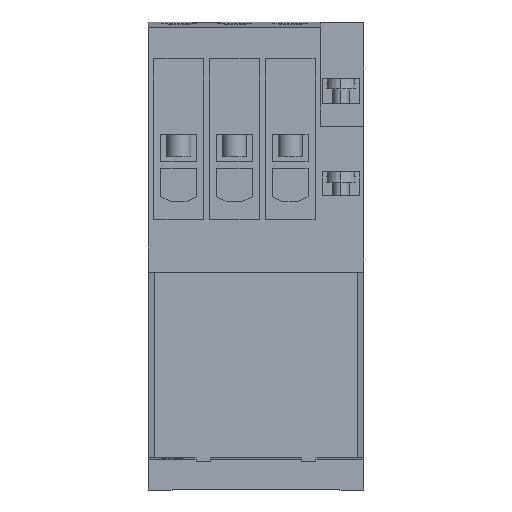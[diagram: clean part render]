
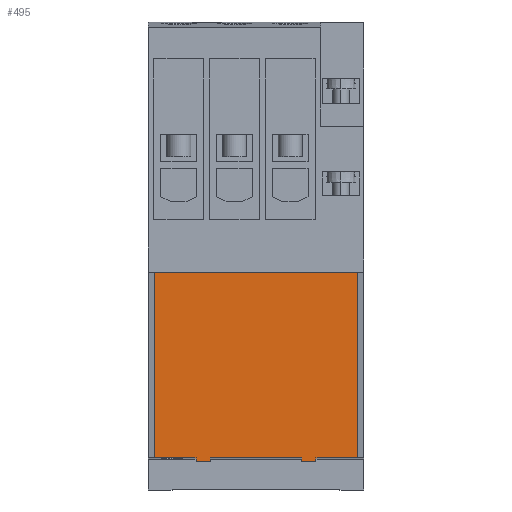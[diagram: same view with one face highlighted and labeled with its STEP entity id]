
A CAD part, front view. The second image highlights one B-rep face of the part: STEP entity #495.
In plain terms, the highlighted planar face has unit normal (0, -1, 0).
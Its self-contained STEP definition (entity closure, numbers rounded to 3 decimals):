
#495 = ADVANCED_FACE( '', ( #1436 ), #1437, .F. );
#1436 = FACE_OUTER_BOUND( '', #2466, .T. );
#1437 = PLANE( '', #2467 );
#2466 = EDGE_LOOP( '', ( #5930, #5931, #5932, #5933, #5934, #5935, #5936, #5937, #5938, #5939, #5940, #5941 ) );
#2467 = AXIS2_PLACEMENT_3D( '', #5942, #5943, #5944 );
#5930 = ORIENTED_EDGE( '', *, *, #6782, .F. );
#5931 = ORIENTED_EDGE( '', *, *, #7676, .T. );
#5932 = ORIENTED_EDGE( '', *, *, #7677, .T. );
#5933 = ORIENTED_EDGE( '', *, *, #7678, .F. );
#5934 = ORIENTED_EDGE( '', *, *, #6789, .F. );
#5935 = ORIENTED_EDGE( '', *, *, #6788, .F. );
#5936 = ORIENTED_EDGE( '', *, *, #6785, .F. );
#5937 = ORIENTED_EDGE( '', *, *, #6783, .T. );
#5938 = ORIENTED_EDGE( '', *, *, #6777, .F. );
#5939 = ORIENTED_EDGE( '', *, *, #6763, .F. );
#5940 = ORIENTED_EDGE( '', *, *, #6759, .F. );
#5941 = ORIENTED_EDGE( '', *, *, #6755, .T. );
#5942 = CARTESIAN_POINT( '', ( 43.7, -34.3, 3. ) );
#5943 = DIRECTION( '', ( 0., 1., 0. ) );
#5944 = DIRECTION( '', ( 0., 0., -1. ) );
#6755 = EDGE_CURVE( '', #8196, #8193, #8197, .T. );
#6759 = EDGE_CURVE( '', #8196, #8203, #8204, .T. );
#6763 = EDGE_CURVE( '', #8203, #8207, #8210, .T. );
#6777 = EDGE_CURVE( '', #8207, #8236, #8237, .T. );
#6782 = EDGE_CURVE( '', #8243, #8193, #8245, .T. );
#6783 = EDGE_CURVE( '', #8246, #8236, #8247, .T. );
#6785 = EDGE_CURVE( '', #8246, #8249, #8250, .T. );
#6788 = EDGE_CURVE( '', #8249, #8252, #8254, .T. );
#6789 = EDGE_CURVE( '', #8252, #8255, #8256, .T. );
#7676 = EDGE_CURVE( '', #8243, #9684, #9686, .T. );
#7677 = EDGE_CURVE( '', #9684, #9687, #9688, .T. );
#7678 = EDGE_CURVE( '', #8255, #9687, #9689, .T. );
#8193 = VERTEX_POINT( '', #10782 );
#8196 = VERTEX_POINT( '', #10786 );
#8197 = LINE( '', #10787, #10788 );
#8203 = VERTEX_POINT( '', #10797 );
#8204 = LINE( '', #10798, #10799 );
#8207 = VERTEX_POINT( '', #10803 );
#8210 = LINE( '', #10808, #10809 );
#8236 = VERTEX_POINT( '', #10848 );
#8237 = LINE( '', #10849, #10850 );
#8243 = VERTEX_POINT( '', #10859 );
#8245 = LINE( '', #10862, #10863 );
#8246 = VERTEX_POINT( '', #10864 );
#8247 = LINE( '', #10865, #10866 );
#8249 = VERTEX_POINT( '', #10869 );
#8250 = LINE( '', #10870, #10871 );
#8252 = VERTEX_POINT( '', #10874 );
#8254 = LINE( '', #10877, #10878 );
#8255 = VERTEX_POINT( '', #10879 );
#8256 = LINE( '', #10880, #10881 );
#9684 = VERTEX_POINT( '', #13496 );
#9686 = LINE( '', #13499, #13500 );
#9687 = VERTEX_POINT( '', #13501 );
#9688 = LINE( '', #13502, #13503 );
#9689 = LINE( '', #13504, #13505 );
#10782 = CARTESIAN_POINT( '', ( 35., -34.3, 3. ) );
#10786 = CARTESIAN_POINT( '', ( 35., -34.3, 2.2 ) );
#10787 = CARTESIAN_POINT( '', ( 35., -34.3, 2.2 ) );
#10788 = VECTOR( '', #14217, 1. );
#10797 = CARTESIAN_POINT( '', ( 32., -34.3, 2.2 ) );
#10798 = CARTESIAN_POINT( '', ( 35., -34.3, 2.2 ) );
#10799 = VECTOR( '', #14221, 1. );
#10803 = CARTESIAN_POINT( '', ( 32., -34.3, 3. ) );
#10808 = CARTESIAN_POINT( '', ( 32., -34.3, 2.2 ) );
#10809 = VECTOR( '', #14225, 1. );
#10848 = CARTESIAN_POINT( '', ( 13., -34.3, 3. ) );
#10849 = CARTESIAN_POINT( '', ( 43.7, -34.3, 3. ) );
#10850 = VECTOR( '', #14239, 1. );
#10859 = CARTESIAN_POINT( '', ( 43.7, -34.3, 3. ) );
#10862 = CARTESIAN_POINT( '', ( 43.7, -34.3, 3. ) );
#10863 = VECTOR( '', #14244, 1. );
#10864 = CARTESIAN_POINT( '', ( 13., -34.3, 2.2 ) );
#10865 = CARTESIAN_POINT( '', ( 13., -34.3, 2.2 ) );
#10866 = VECTOR( '', #14245, 1. );
#10869 = CARTESIAN_POINT( '', ( 10., -34.3, 2.2 ) );
#10870 = CARTESIAN_POINT( '', ( 13., -34.3, 2.2 ) );
#10871 = VECTOR( '', #14247, 1. );
#10874 = CARTESIAN_POINT( '', ( 10., -34.3, 3. ) );
#10877 = CARTESIAN_POINT( '', ( 10., -34.3, 2.2 ) );
#10878 = VECTOR( '', #14250, 1. );
#10879 = CARTESIAN_POINT( '', ( 1.3, -34.3, 3. ) );
#10880 = CARTESIAN_POINT( '', ( 43.7, -34.3, 3. ) );
#10881 = VECTOR( '', #14251, 1. );
#13496 = CARTESIAN_POINT( '', ( 43.7, -34.3, 41.7 ) );
#13499 = CARTESIAN_POINT( '', ( 43.7, -34.3, 3. ) );
#13500 = VECTOR( '', #15274, 1. );
#13501 = CARTESIAN_POINT( '', ( 1.3, -34.3, 41.7 ) );
#13502 = CARTESIAN_POINT( '', ( 43.7, -34.3, 41.7 ) );
#13503 = VECTOR( '', #15275, 1. );
#13504 = CARTESIAN_POINT( '', ( 1.3, -34.3, 3. ) );
#13505 = VECTOR( '', #15276, 1. );
#14217 = DIRECTION( '', ( 0., 0., 1. ) );
#14221 = DIRECTION( '', ( -1., 0., 0. ) );
#14225 = DIRECTION( '', ( 0., 0., 1. ) );
#14239 = DIRECTION( '', ( -1., 0., 0. ) );
#14244 = DIRECTION( '', ( -1., 0., 0. ) );
#14245 = DIRECTION( '', ( 0., 0., 1. ) );
#14247 = DIRECTION( '', ( -1., 0., 0. ) );
#14250 = DIRECTION( '', ( 0., 0., 1. ) );
#14251 = DIRECTION( '', ( -1., 0., 0. ) );
#15274 = DIRECTION( '', ( 0., 0., 1. ) );
#15275 = DIRECTION( '', ( -1., 0., 0. ) );
#15276 = DIRECTION( '', ( 0., 0., 1. ) );
